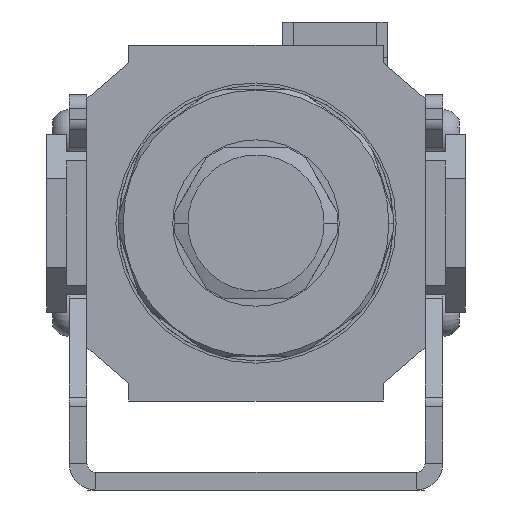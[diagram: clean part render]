
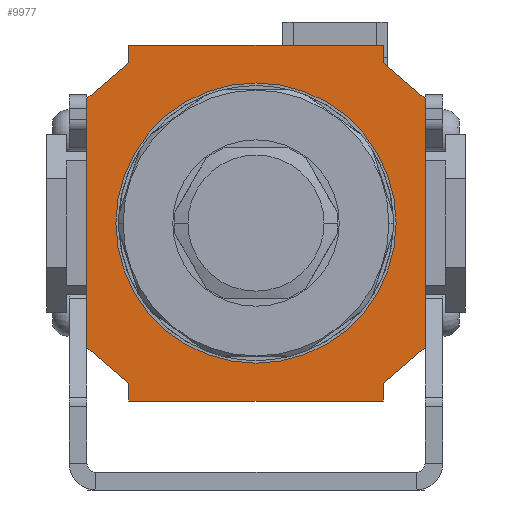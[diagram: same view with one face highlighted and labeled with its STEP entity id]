
A CAD part, front view. The second image highlights one B-rep face of the part: STEP entity #9977.
In plain terms, the highlighted planar face has unit normal (0, -1, 0).
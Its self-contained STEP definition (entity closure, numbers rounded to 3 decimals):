
#102 = VERTEX_POINT ( 'NONE', #126 ) ;
#126 = CARTESIAN_POINT ( 'NONE',  ( 14.3, -17., 20. ) ) ;
#129 = EDGE_CURVE ( 'NONE', #11021, #9786, #4814, .T. ) ;
#332 = ORIENTED_EDGE ( 'NONE', *, *, #2448, .F. ) ;
#406 = DIRECTION ( 'NONE',  ( 0., 0., -1. ) ) ;
#427 = CARTESIAN_POINT ( 'NONE',  ( 14.3, -17., 18. ) ) ;
#926 = LINE ( 'NONE', #1705, #3150 ) ;
#942 = VERTEX_POINT ( 'NONE', #8650 ) ;
#996 = DIRECTION ( 'NONE',  ( 0.762, 0., 0.648 ) ) ;
#1248 = CARTESIAN_POINT ( 'NONE',  ( 19., -17., -20. ) ) ;
#1264 = VERTEX_POINT ( 'NONE', #2237 ) ;
#1440 = CARTESIAN_POINT ( 'NONE',  ( 19., -17., -14. ) ) ;
#1441 = VECTOR ( 'NONE', #6052, 1000. ) ;
#1542 = EDGE_CURVE ( 'NONE', #11876, #942, #9090, .T. ) ;
#1705 = CARTESIAN_POINT ( 'NONE',  ( 19., -17., 20. ) ) ;
#1755 = LINE ( 'NONE', #2802, #11284 ) ;
#1831 = VECTOR ( 'NONE', #10720, 1000. ) ;
#1946 = CARTESIAN_POINT ( 'NONE',  ( 19., -17., 14. ) ) ;
#2021 = DIRECTION ( 'NONE',  ( 0., 0., -1. ) ) ;
#2237 = CARTESIAN_POINT ( 'NONE',  ( -14.3, -17., 20. ) ) ;
#2282 = VECTOR ( 'NONE', #6286, 1000. ) ;
#2448 = EDGE_CURVE ( 'NONE', #9846, #11739, #7157, .T. ) ;
#2494 = EDGE_CURVE ( 'NONE', #1264, #5551, #5034, .T. ) ;
#2664 = DIRECTION ( 'NONE',  ( 1., 0., 0. ) ) ;
#2720 = ORIENTED_EDGE ( 'NONE', *, *, #1542, .F. ) ;
#2802 = CARTESIAN_POINT ( 'NONE',  ( -19., -17., 14. ) ) ;
#3084 = CARTESIAN_POINT ( 'NONE',  ( -14.3, -17., 18. ) ) ;
#3137 = PLANE ( 'NONE',  #5654 ) ;
#3150 = VECTOR ( 'NONE', #2664, 1000. ) ;
#3255 = DIRECTION ( 'NONE',  ( 0., 0., 1. ) ) ;
#3334 = ORIENTED_EDGE ( 'NONE', *, *, #129, .T. ) ;
#3374 = CARTESIAN_POINT ( 'NONE',  ( 19., -17., 14. ) ) ;
#3453 = ORIENTED_EDGE ( 'NONE', *, *, #7373, .F. ) ;
#3474 = CARTESIAN_POINT ( 'NONE',  ( 14.3, -17., -18. ) ) ;
#3746 = ORIENTED_EDGE ( 'NONE', *, *, #2494, .T. ) ;
#3748 = EDGE_CURVE ( 'NONE', #1264, #102, #926, .T. ) ;
#3765 = CARTESIAN_POINT ( 'NONE',  ( 19., -17., -14. ) ) ;
#4459 = VECTOR ( 'NONE', #406, 1000. ) ;
#4717 = CARTESIAN_POINT ( 'NONE',  ( 14.3, -17., 18. ) ) ;
#4758 = VECTOR ( 'NONE', #3255, 1000. ) ;
#4814 = LINE ( 'NONE', #1440, #9666 ) ;
#4910 = LINE ( 'NONE', #7530, #9767 ) ;
#4940 = DIRECTION ( 'NONE',  ( -1., 0., 0. ) ) ;
#5006 = DIRECTION ( 'NONE',  ( 0., 1., 0. ) ) ;
#5034 = LINE ( 'NONE', #6920, #4459 ) ;
#5084 = CARTESIAN_POINT ( 'NONE',  ( -14.3, -17., -18. ) ) ;
#5146 = CARTESIAN_POINT ( 'NONE',  ( 14.3, -17., -18. ) ) ;
#5168 = LINE ( 'NONE', #3374, #1831 ) ;
#5346 = CARTESIAN_POINT ( 'NONE',  ( -19., -17., -14. ) ) ;
#5551 = VERTEX_POINT ( 'NONE', #3084 ) ;
#5599 = DIRECTION ( 'NONE',  ( -0.762, 0., -0.648 ) ) ;
#5613 = CARTESIAN_POINT ( 'NONE',  ( -19., -17., 20. ) ) ;
#5654 = AXIS2_PLACEMENT_3D ( 'NONE', #10487, #5006, #11436 ) ;
#5999 = CARTESIAN_POINT ( 'NONE',  ( -14.3, -17., -18. ) ) ;
#6052 = DIRECTION ( 'NONE',  ( 0., 0., -1. ) ) ;
#6063 = ORIENTED_EDGE ( 'NONE', *, *, #10475, .T. ) ;
#6078 = ORIENTED_EDGE ( 'NONE', *, *, #10702, .F. ) ;
#6286 = DIRECTION ( 'NONE',  ( -0.762, 0., 0.648 ) ) ;
#6398 = LINE ( 'NONE', #427, #1441 ) ;
#6665 = VECTOR ( 'NONE', #8358, 1000. ) ;
#6841 = ORIENTED_EDGE ( 'NONE', *, *, #10328, .F. ) ;
#6886 = ORIENTED_EDGE ( 'NONE', *, *, #3748, .F. ) ;
#6920 = CARTESIAN_POINT ( 'NONE',  ( -14.3, -17., 18. ) ) ;
#7028 = VERTEX_POINT ( 'NONE', #1946 ) ;
#7093 = EDGE_CURVE ( 'NONE', #7028, #9786, #4910, .T. ) ;
#7124 = CARTESIAN_POINT ( 'NONE',  ( 14.3, -17., -20. ) ) ;
#7157 = LINE ( 'NONE', #5999, #4758 ) ;
#7373 = EDGE_CURVE ( 'NONE', #11739, #11876, #9614, .T. ) ;
#7392 = VERTEX_POINT ( 'NONE', #7124 ) ;
#7530 = CARTESIAN_POINT ( 'NONE',  ( 19., -17., 20. ) ) ;
#7598 = EDGE_CURVE ( 'NONE', #7392, #11021, #9402, .T. ) ;
#7877 = VERTEX_POINT ( 'NONE', #4717 ) ;
#8012 = EDGE_CURVE ( 'NONE', #102, #7877, #6398, .T. ) ;
#8133 = ORIENTED_EDGE ( 'NONE', *, *, #7598, .T. ) ;
#8184 = ORIENTED_EDGE ( 'NONE', *, *, #7093, .F. ) ;
#8358 = DIRECTION ( 'NONE',  ( 0., 0., 1. ) ) ;
#8475 = CARTESIAN_POINT ( 'NONE',  ( -14.3, -17., -20. ) ) ;
#8650 = CARTESIAN_POINT ( 'NONE',  ( -19., -17., 14. ) ) ;
#9090 = LINE ( 'NONE', #5613, #6665 ) ;
#9402 = LINE ( 'NONE', #5146, #11289 ) ;
#9614 = LINE ( 'NONE', #5346, #2282 ) ;
#9666 = VECTOR ( 'NONE', #996, 1000. ) ;
#9767 = VECTOR ( 'NONE', #2021, 1000. ) ;
#9786 = VERTEX_POINT ( 'NONE', #3765 ) ;
#9846 = VERTEX_POINT ( 'NONE', #8475 ) ;
#9977 = ADVANCED_FACE ( 'NONE', ( #11068 ), #3137, .F. ) ;
#10328 = EDGE_CURVE ( 'NONE', #7877, #7028, #5168, .T. ) ;
#10475 = EDGE_CURVE ( 'NONE', #5551, #942, #1755, .T. ) ;
#10487 = CARTESIAN_POINT ( 'NONE',  ( 0., -17., 0. ) ) ;
#10626 = EDGE_LOOP ( 'NONE', ( #11578, #6886, #3746, #6063, #2720, #3453, #332, #6078, #8133, #3334, #8184, #6841 ) ) ;
#10630 = DIRECTION ( 'NONE',  ( 0., 0., 1. ) ) ;
#10702 = EDGE_CURVE ( 'NONE', #7392, #9846, #11424, .T. ) ;
#10720 = DIRECTION ( 'NONE',  ( 0.762, 0., -0.648 ) ) ;
#10726 = CARTESIAN_POINT ( 'NONE',  ( -19., -17., -14. ) ) ;
#11021 = VERTEX_POINT ( 'NONE', #3474 ) ;
#11068 = FACE_OUTER_BOUND ( 'NONE', #10626, .T. ) ;
#11284 = VECTOR ( 'NONE', #5599, 1000. ) ;
#11289 = VECTOR ( 'NONE', #10630, 1000. ) ;
#11424 = LINE ( 'NONE', #1248, #11715 ) ;
#11436 = DIRECTION ( 'NONE',  ( 0., 0., 1. ) ) ;
#11578 = ORIENTED_EDGE ( 'NONE', *, *, #8012, .F. ) ;
#11715 = VECTOR ( 'NONE', #4940, 1000. ) ;
#11739 = VERTEX_POINT ( 'NONE', #5084 ) ;
#11876 = VERTEX_POINT ( 'NONE', #10726 ) ;
